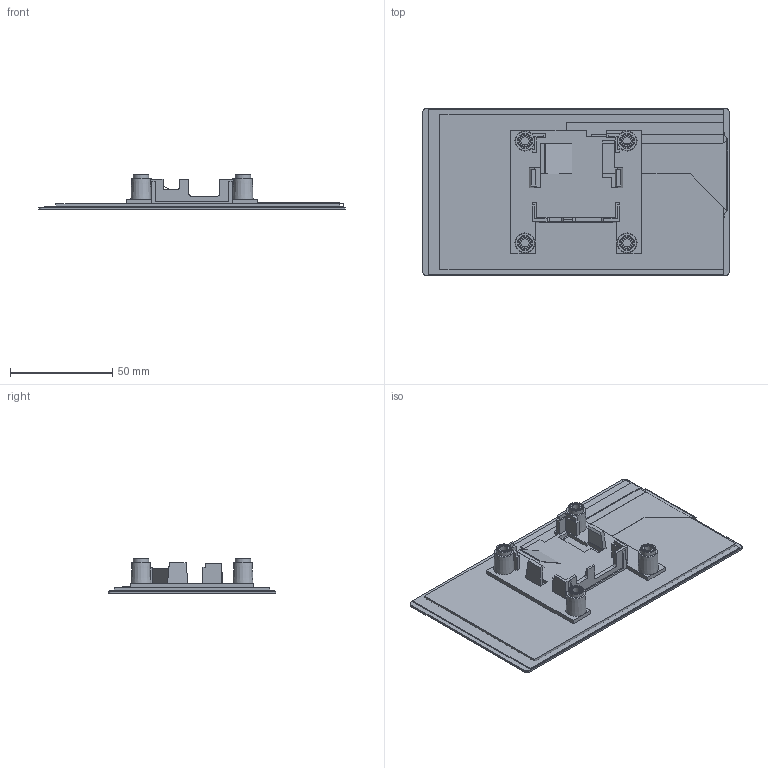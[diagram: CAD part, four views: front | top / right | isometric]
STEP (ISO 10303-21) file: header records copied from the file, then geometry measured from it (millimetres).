
FILE_DESCRIPTION(('FreeCAD Model'),'2;1');
FILE_NAME('Manga-Screen-2-Big.step','2018-01-03T16:10:22',('Author'),(''), 'Open CASCADE STEP processor 6.8','FreeCAD','Unknown');
FILE_SCHEMA(('AUTOMOTIVE_DESIGN_CC2 { 1 2 10303 214 -1 1 5 4 }'));
Length unit declared in the file: millimetre
Products named in the file (15): ASSEMBLY; Holder-refined; inserts; LCD_connector; LCD; AA; Ink; Lens; Sensor; Bend001; Bend003; Bend002; Pad019; Bend; Pad018
Assembly tree (14 placements, depth 2):
  ASSEMBLY
    Holder-refined
    inserts
    LCD_connector
    LCD
    AA
    Ink
    Lens
    Sensor
    Bend001
    Bend003
    Bend002
    Pad019
    Bend
    Pad018
Bounding box: 150 x 81.9 x 17.11 mm (x, y, z)
Volume: 40676.5 mm3; surface area: 99301.8 mm2
Topology: 17 solids, 17 shells, 432 faces, 994 edges, 626 vertices
Faces by surface type: plane 348, cylinder 72, cone 12
Full cylindrical faces by diameter (mm): 4 x4, 5.337 x4, 5.537 x12, 6.32 x8, 7.537 x4, 8.2 x4
Entity records: 25472 total; most frequent: CARTESIAN_POINT 4627, DIRECTION 3859, LINE 2476, VECTOR 2476, ORIENTED_EDGE 1988, PCURVE 1988, DEFINITIONAL_REPRESENTATION 1988, EDGE_CURVE 994
